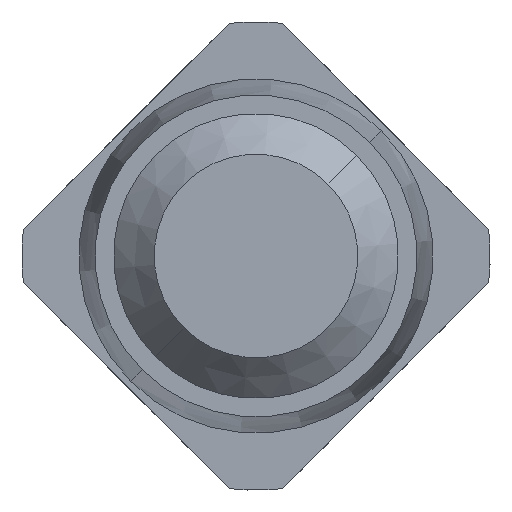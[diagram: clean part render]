
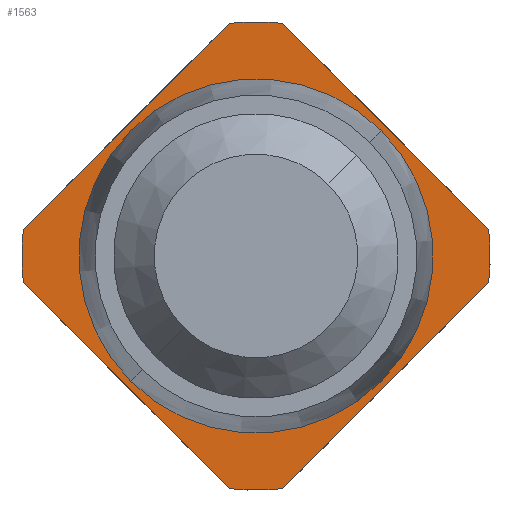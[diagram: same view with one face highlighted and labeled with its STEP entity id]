
A CAD part, front view. The second image highlights one B-rep face of the part: STEP entity #1563.
In plain terms, the highlighted planar face has unit normal (0, -1, 0).
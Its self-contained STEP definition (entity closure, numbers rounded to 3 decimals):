
#104 = DIRECTION ( 'NONE',  ( 0.707, 0., 0.707 ) ) ;
#119 = CIRCLE ( 'NONE', #2506, 0.575 ) ;
#158 = DIRECTION ( 'NONE',  ( 0.707, 0., 0.707 ) ) ;
#245 = CARTESIAN_POINT ( 'NONE',  ( -0.318, 37.5, 0.318 ) ) ;
#264 = PLANE ( 'NONE',  #3500 ) ;
#421 = CIRCLE ( 'NONE', #601, 0.575 ) ;
#468 = EDGE_CURVE ( 'NONE', #1921, #2447, #1776, .T. ) ;
#491 = DIRECTION ( 'NONE',  ( 0., -1., 0. ) ) ;
#556 = DIRECTION ( 'NONE',  ( 0.707, 0., 0.707 ) ) ;
#578 = ORIENTED_EDGE ( 'NONE', *, *, #2028, .F. ) ;
#601 = AXIS2_PLACEMENT_3D ( 'NONE', #2761, #2204, #556 ) ;
#618 = ORIENTED_EDGE ( 'NONE', *, *, #758, .T. ) ;
#700 = CIRCLE ( 'NONE', #2696, 0.575 ) ;
#711 = DIRECTION ( 'NONE',  ( 0., -1., 0. ) ) ;
#747 = CARTESIAN_POINT ( 'NONE',  ( 0., 37.5, 0. ) ) ;
#758 = EDGE_CURVE ( 'NONE', #3367, #2850, #119, .T. ) ;
#937 = CARTESIAN_POINT ( 'NONE',  ( 0.065, 37.5, 0.571 ) ) ;
#954 = DIRECTION ( 'NONE',  ( -0.707, 0., 0.707 ) ) ;
#1020 = DIRECTION ( 'NONE',  ( 0.707, 0., 0.707 ) ) ;
#1023 = EDGE_LOOP ( 'NONE', ( #2125, #2179, #2137, #2370, #1086, #3756, #618, #3007 ) ) ;
#1078 = CIRCLE ( 'NONE', #3213, 0.435 ) ;
#1086 = ORIENTED_EDGE ( 'NONE', *, *, #1259, .T. ) ;
#1095 = DIRECTION ( 'NONE',  ( 0.707, 0., 0.707 ) ) ;
#1099 = AXIS2_PLACEMENT_3D ( 'NONE', #747, #711, #1020 ) ;
#1145 = DIRECTION ( 'NONE',  ( 0., -1., 0. ) ) ;
#1259 = EDGE_CURVE ( 'NONE', #2447, #2730, #3760, .T. ) ;
#1405 = VERTEX_POINT ( 'NONE', #1966 ) ;
#1460 = DIRECTION ( 'NONE',  ( 0.707, 0., 0.707 ) ) ;
#1532 = EDGE_CURVE ( 'NONE', #2850, #2631, #1877, .T. ) ;
#1541 = EDGE_CURVE ( 'NONE', #2631, #1405, #421, .T. ) ;
#1563 = ADVANCED_FACE ( 'Defeature ausgef�hrt1_2', ( #2642, #3057 ), #264, .T. ) ;
#1592 = CARTESIAN_POINT ( 'NONE',  ( 0.318, 37.5, -0.318 ) ) ;
#1609 = AXIS2_PLACEMENT_3D ( 'NONE', #3095, #3724, #158 ) ;
#1681 = EDGE_LOOP ( 'NONE', ( #2890, #578 ) ) ;
#1690 = CARTESIAN_POINT ( 'NONE',  ( 0.571, 37.5, 0.065 ) ) ;
#1732 = VERTEX_POINT ( 'NONE', #2240 ) ;
#1776 = LINE ( 'NONE', #3821, #2999 ) ;
#1877 = LINE ( 'NONE', #2058, #3497 ) ;
#1921 = VERTEX_POINT ( 'NONE', #3050 ) ;
#1966 = CARTESIAN_POINT ( 'NONE',  ( -0.065, 37.5, 0.571 ) ) ;
#1985 = CARTESIAN_POINT ( 'NONE',  ( -0.065, 37.5, -0.571 ) ) ;
#1998 = DIRECTION ( 'NONE',  ( 0.707, 0., 0.707 ) ) ;
#2013 = CARTESIAN_POINT ( 'NONE',  ( 0.571, 37.5, -0.065 ) ) ;
#2028 = EDGE_CURVE ( 'NONE', #2673, #2298, #2361, .T. ) ;
#2058 = CARTESIAN_POINT ( 'NONE',  ( -0.088, 37.5, 0.725 ) ) ;
#2094 = DIRECTION ( 'NONE',  ( 0.707, 0., -0.707 ) ) ;
#2125 = ORIENTED_EDGE ( 'NONE', *, *, #1541, .T. ) ;
#2137 = ORIENTED_EDGE ( 'NONE', *, *, #2896, .T. ) ;
#2157 = EDGE_CURVE ( 'NONE', #2298, #2673, #1078, .T. ) ;
#2179 = ORIENTED_EDGE ( 'NONE', *, *, #2489, .T. ) ;
#2204 = DIRECTION ( 'NONE',  ( 0., -1., 0. ) ) ;
#2240 = CARTESIAN_POINT ( 'NONE',  ( -0.571, 37.5, 0.065 ) ) ;
#2298 = VERTEX_POINT ( 'NONE', #2752 ) ;
#2348 = DIRECTION ( 'NONE',  ( -0.707, 0., -0.707 ) ) ;
#2361 = CIRCLE ( 'NONE', #1609, 0.435 ) ;
#2370 = ORIENTED_EDGE ( 'NONE', *, *, #468, .T. ) ;
#2447 = VERTEX_POINT ( 'NONE', #1985 ) ;
#2489 = EDGE_CURVE ( 'NONE', #1405, #1732, #2939, .T. ) ;
#2506 = AXIS2_PLACEMENT_3D ( 'NONE', #2869, #3483, #1095 ) ;
#2603 = CARTESIAN_POINT ( 'NONE',  ( 0., 37.5, 0. ) ) ;
#2631 = VERTEX_POINT ( 'NONE', #937 ) ;
#2642 = FACE_BOUND ( 'NONE', #1681, .T. ) ;
#2648 = CARTESIAN_POINT ( 'NONE',  ( 0., 37.5, 0. ) ) ;
#2673 = VERTEX_POINT ( 'NONE', #3294 ) ;
#2696 = AXIS2_PLACEMENT_3D ( 'NONE', #2603, #2882, #1998 ) ;
#2730 = VERTEX_POINT ( 'NONE', #3365 ) ;
#2752 = CARTESIAN_POINT ( 'NONE',  ( -0.308, 37.5, -0.308 ) ) ;
#2761 = CARTESIAN_POINT ( 'NONE',  ( 0., 37.5, 0. ) ) ;
#2850 = VERTEX_POINT ( 'NONE', #1690 ) ;
#2869 = CARTESIAN_POINT ( 'NONE',  ( 0., 37.5, 0. ) ) ;
#2882 = DIRECTION ( 'NONE',  ( 0., -1., 0. ) ) ;
#2890 = ORIENTED_EDGE ( 'NONE', *, *, #2157, .F. ) ;
#2896 = EDGE_CURVE ( 'NONE', #1732, #1921, #700, .T. ) ;
#2939 = LINE ( 'NONE', #245, #3591 ) ;
#2999 = VECTOR ( 'NONE', #2094, 1000. ) ;
#3007 = ORIENTED_EDGE ( 'NONE', *, *, #1532, .T. ) ;
#3050 = CARTESIAN_POINT ( 'NONE',  ( -0.571, 37.5, -0.065 ) ) ;
#3057 = FACE_OUTER_BOUND ( 'NONE', #1023, .T. ) ;
#3095 = CARTESIAN_POINT ( 'NONE',  ( 0., 37.5, 0. ) ) ;
#3213 = AXIS2_PLACEMENT_3D ( 'NONE', #2648, #491, #3814 ) ;
#3294 = CARTESIAN_POINT ( 'NONE',  ( 0.308, 37.5, 0.308 ) ) ;
#3365 = CARTESIAN_POINT ( 'NONE',  ( 0.065, 37.5, -0.571 ) ) ;
#3367 = VERTEX_POINT ( 'NONE', #2013 ) ;
#3378 = CARTESIAN_POINT ( 'NONE',  ( -0.407, 37.5, 0.407 ) ) ;
#3463 = VECTOR ( 'NONE', #104, 1000. ) ;
#3483 = DIRECTION ( 'NONE',  ( 0., -1., 0. ) ) ;
#3497 = VECTOR ( 'NONE', #954, 1000. ) ;
#3500 = AXIS2_PLACEMENT_3D ( 'NONE', #3378, #1145, #1460 ) ;
#3541 = EDGE_CURVE ( 'NONE', #2730, #3367, #3854, .T. ) ;
#3591 = VECTOR ( 'NONE', #2348, 1000. ) ;
#3724 = DIRECTION ( 'NONE',  ( 0., -1., 0. ) ) ;
#3756 = ORIENTED_EDGE ( 'NONE', *, *, #3541, .T. ) ;
#3760 = CIRCLE ( 'NONE', #1099, 0.575 ) ;
#3814 = DIRECTION ( 'NONE',  ( 0.707, 0., 0.707 ) ) ;
#3821 = CARTESIAN_POINT ( 'NONE',  ( -0.725, 37.5, 0.088 ) ) ;
#3854 = LINE ( 'NONE', #1592, #3463 ) ;
